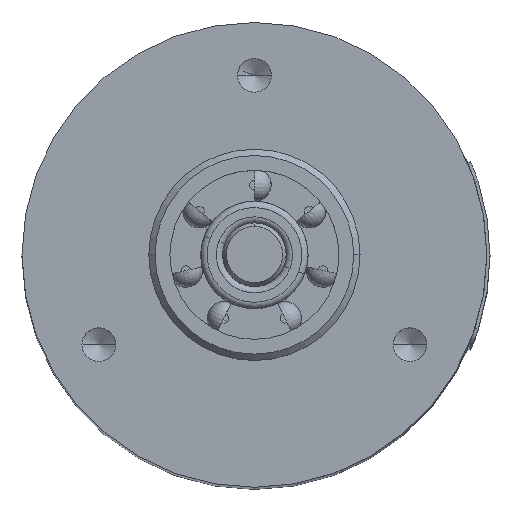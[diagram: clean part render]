
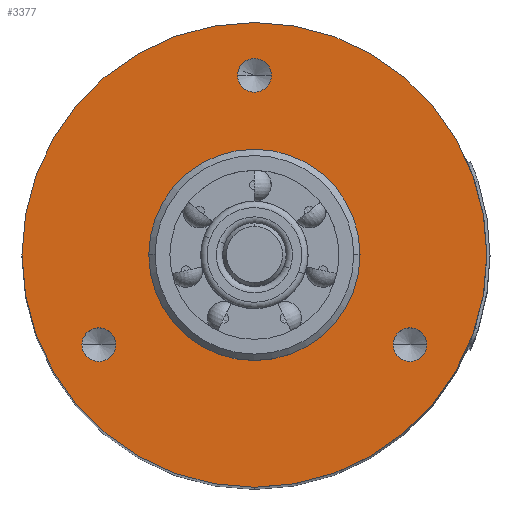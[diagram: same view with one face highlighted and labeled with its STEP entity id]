
A CAD part, top view. The second image highlights one B-rep face of the part: STEP entity #3377.
In plain terms, the highlighted planar face has unit normal (0, 0, 1).
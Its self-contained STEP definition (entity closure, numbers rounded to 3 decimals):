
#161=CARTESIAN_POINT('',(0.,0.,59.));
#162=DIRECTION('',(0.,0.,-1.));
#163=DIRECTION('',(1.,0.,0.));
#164=AXIS2_PLACEMENT_3D('',#161,#162,#163);
#166=CARTESIAN_POINT('',(0.,0.,59.));
#167=DIRECTION('',(0.,0.,-1.));
#168=DIRECTION('',(-1.,0.,0.));
#169=AXIS2_PLACEMENT_3D('',#166,#167,#168);
#171=CARTESIAN_POINT('',(7.361,-4.25,59.));
#172=DIRECTION('',(0.,0.,1.));
#173=DIRECTION('',(-1.,0.,0.));
#174=AXIS2_PLACEMENT_3D('',#171,#172,#173);
#176=CARTESIAN_POINT('',(7.361,-4.25,59.));
#177=DIRECTION('',(0.,0.,1.));
#178=DIRECTION('',(1.,0.,0.));
#179=AXIS2_PLACEMENT_3D('',#176,#177,#178);
#181=CARTESIAN_POINT('',(0.,8.5,59.));
#182=DIRECTION('',(0.,0.,1.));
#183=DIRECTION('',(-1.,0.,0.));
#184=AXIS2_PLACEMENT_3D('',#181,#182,#183);
#186=CARTESIAN_POINT('',(0.,8.5,59.));
#187=DIRECTION('',(0.,0.,1.));
#188=DIRECTION('',(1.,0.,0.));
#189=AXIS2_PLACEMENT_3D('',#186,#187,#188);
#191=CARTESIAN_POINT('',(-7.361,-4.25,59.));
#192=DIRECTION('',(0.,0.,1.));
#193=DIRECTION('',(-1.,0.,0.));
#194=AXIS2_PLACEMENT_3D('',#191,#192,#193);
#196=CARTESIAN_POINT('',(-7.361,-4.25,59.));
#197=DIRECTION('',(0.,0.,1.));
#198=DIRECTION('',(1.,0.,0.));
#199=AXIS2_PLACEMENT_3D('',#196,#197,#198);
#201=CARTESIAN_POINT('',(0.,0.,59.));
#202=DIRECTION('',(0.,0.,1.));
#203=DIRECTION('',(-1.,0.,0.));
#204=AXIS2_PLACEMENT_3D('',#201,#202,#203);
#206=CARTESIAN_POINT('',(0.,0.,59.));
#207=DIRECTION('',(0.,0.,1.));
#208=DIRECTION('',(1.,0.,0.));
#209=AXIS2_PLACEMENT_3D('',#206,#207,#208);
#2626=CARTESIAN_POINT('',(11.,0.,59.));
#2627=CARTESIAN_POINT('',(-11.,0.,59.));
#2628=VERTEX_POINT('',#2626);
#2629=VERTEX_POINT('',#2627);
#2630=CARTESIAN_POINT('',(6.561,-4.25,59.));
#2631=CARTESIAN_POINT('',(8.161,-4.25,59.));
#2632=VERTEX_POINT('',#2630);
#2633=VERTEX_POINT('',#2631);
#2634=CARTESIAN_POINT('',(-0.8,8.5,59.));
#2635=CARTESIAN_POINT('',(0.8,8.5,59.));
#2636=VERTEX_POINT('',#2634);
#2637=VERTEX_POINT('',#2635);
#2638=CARTESIAN_POINT('',(-8.161,-4.25,59.));
#2639=CARTESIAN_POINT('',(-6.561,-4.25,59.));
#2640=VERTEX_POINT('',#2638);
#2641=VERTEX_POINT('',#2639);
#2642=CARTESIAN_POINT('',(-5.,0.,59.));
#2643=CARTESIAN_POINT('',(5.,0.,59.));
#2644=VERTEX_POINT('',#2642);
#2645=VERTEX_POINT('',#2643);
#3344=CARTESIAN_POINT('',(0.,0.,59.));
#3345=DIRECTION('',(0.,0.,1.));
#3346=DIRECTION('',(-1.,0.,0.));
#3347=AXIS2_PLACEMENT_3D('',#3344,#3345,#3346);
#3348=PLANE('',#3347);
#3350=ORIENTED_EDGE('',*,*,#3349,.T.);
#3352=ORIENTED_EDGE('',*,*,#3351,.T.);
#3353=EDGE_LOOP('',(#3350,#3352));
#3354=FACE_OUTER_BOUND('',#3353,.F.);
#3356=ORIENTED_EDGE('',*,*,#3355,.T.);
#3358=ORIENTED_EDGE('',*,*,#3357,.T.);
#3359=EDGE_LOOP('',(#3356,#3358));
#3360=FACE_BOUND('',#3359,.F.);
#3362=ORIENTED_EDGE('',*,*,#3361,.T.);
#3364=ORIENTED_EDGE('',*,*,#3363,.T.);
#3365=EDGE_LOOP('',(#3362,#3364));
#3366=FACE_BOUND('',#3365,.F.);
#3368=ORIENTED_EDGE('',*,*,#3367,.T.);
#3370=ORIENTED_EDGE('',*,*,#3369,.T.);
#3371=EDGE_LOOP('',(#3368,#3370));
#3372=FACE_BOUND('',#3371,.F.);
#3373=ORIENTED_EDGE('',*,*,#3326,.T.);
#3374=ORIENTED_EDGE('',*,*,#3336,.T.);
#3375=EDGE_LOOP('',(#3373,#3374));
#3376=FACE_BOUND('',#3375,.F.);
#3377=ADVANCED_FACE('',(#3354,#3360,#3366,#3372,#3376),#3348,.T.);
#165=CIRCLE('',#164,11.);
#170=CIRCLE('',#169,11.);
#175=CIRCLE('',#174,0.8);
#180=CIRCLE('',#179,0.8);
#185=CIRCLE('',#184,0.8);
#190=CIRCLE('',#189,0.8);
#195=CIRCLE('',#194,0.8);
#200=CIRCLE('',#199,0.8);
#205=CIRCLE('',#204,5.);
#210=CIRCLE('',#209,5.);
#3326=EDGE_CURVE('',#2644,#2645,#205,.T.);
#3336=EDGE_CURVE('',#2645,#2644,#210,.T.);
#3349=EDGE_CURVE('',#2628,#2629,#165,.T.);
#3351=EDGE_CURVE('',#2629,#2628,#170,.T.);
#3355=EDGE_CURVE('',#2632,#2633,#175,.T.);
#3357=EDGE_CURVE('',#2633,#2632,#180,.T.);
#3361=EDGE_CURVE('',#2636,#2637,#185,.T.);
#3363=EDGE_CURVE('',#2637,#2636,#190,.T.);
#3367=EDGE_CURVE('',#2640,#2641,#195,.T.);
#3369=EDGE_CURVE('',#2641,#2640,#200,.T.);
